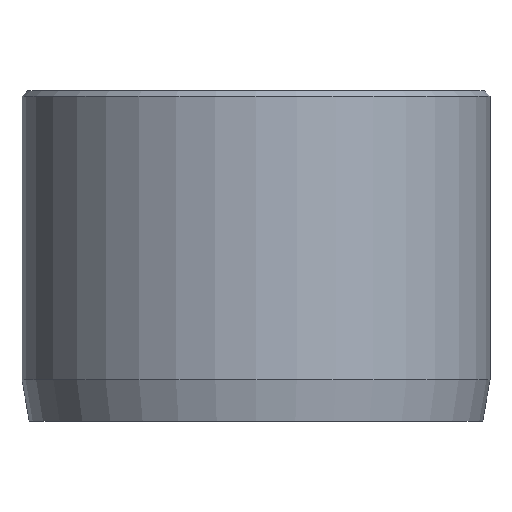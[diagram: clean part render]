
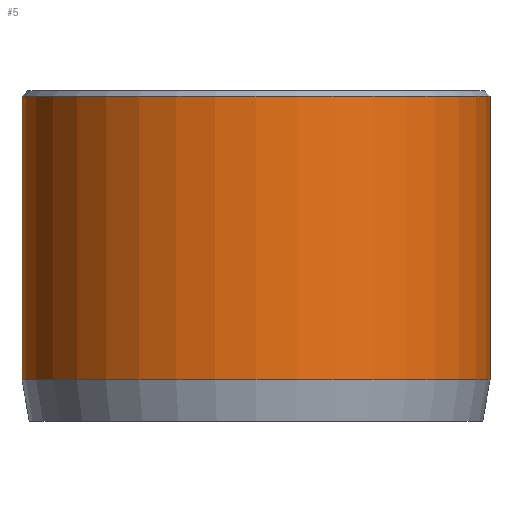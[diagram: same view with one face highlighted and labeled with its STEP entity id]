
A CAD part, front view. The second image highlights one B-rep face of the part: STEP entity #5.
In plain terms, the highlighted cylindrical face has radius 8.5 mm (diameter 17 mm), a partial arc.
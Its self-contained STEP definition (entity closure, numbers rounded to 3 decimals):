
#5 = ADVANCED_FACE ( 'NONE', ( #348 ), #316, .T. ) ;
#35 = DIRECTION ( 'NONE',  ( 0., 0., 1. ) ) ;
#54 = DIRECTION ( 'NONE',  ( 1., 0., 0. ) ) ;
#83 = CARTESIAN_POINT ( 'NONE',  ( -8.5, 0., 1.5 ) ) ;
#134 = CARTESIAN_POINT ( 'NONE',  ( 0., 0., 1.5 ) ) ;
#190 = VERTEX_POINT ( 'NONE', #83 ) ;
#192 = ORIENTED_EDGE ( 'NONE', *, *, #857, .T. ) ;
#252 = CARTESIAN_POINT ( 'NONE',  ( -8.5, 0., 11.8 ) ) ;
#284 = VERTEX_POINT ( 'NONE', #1082 ) ;
#316 = CYLINDRICAL_SURFACE ( 'NONE', #752, 8.5 ) ;
#336 = VERTEX_POINT ( 'NONE', #252 ) ;
#348 = FACE_OUTER_BOUND ( 'NONE', #466, .T. ) ;
#460 = DIRECTION ( 'NONE',  ( 0., 0., -1. ) ) ;
#466 = EDGE_LOOP ( 'NONE', ( #1231, #192, #606, #894 ) ) ;
#477 = DIRECTION ( 'NONE',  ( -1., 0., 0. ) ) ;
#491 = DIRECTION ( 'NONE',  ( 0., 0., -1. ) ) ;
#533 = EDGE_CURVE ( 'NONE', #190, #284, #1118, .T. ) ;
#544 = CARTESIAN_POINT ( 'NONE',  ( 0., 0., 12. ) ) ;
#575 = EDGE_CURVE ( 'NONE', #1130, #284, #923, .T. ) ;
#593 = LINE ( 'NONE', #838, #1069 ) ;
#602 = VECTOR ( 'NONE', #985, 1000. ) ;
#606 = ORIENTED_EDGE ( 'NONE', *, *, #925, .T. ) ;
#632 = AXIS2_PLACEMENT_3D ( 'NONE', #1027, #491, #1122 ) ;
#752 = AXIS2_PLACEMENT_3D ( 'NONE', #544, #460, #477 ) ;
#838 = CARTESIAN_POINT ( 'NONE',  ( -8.5, 0., 12. ) ) ;
#840 = DIRECTION ( 'NONE',  ( 0., 0., -1. ) ) ;
#857 = EDGE_CURVE ( 'NONE', #1130, #336, #876, .T. ) ;
#876 = CIRCLE ( 'NONE', #632, 8.5 ) ;
#891 = CARTESIAN_POINT ( 'NONE',  ( 8.5, 0., 11.8 ) ) ;
#894 = ORIENTED_EDGE ( 'NONE', *, *, #533, .T. ) ;
#923 = LINE ( 'NONE', #981, #602 ) ;
#925 = EDGE_CURVE ( 'NONE', #336, #190, #593, .T. ) ;
#981 = CARTESIAN_POINT ( 'NONE',  ( 8.5, 0., 12. ) ) ;
#985 = DIRECTION ( 'NONE',  ( 0., 0., -1. ) ) ;
#1027 = CARTESIAN_POINT ( 'NONE',  ( 0., 0., 11.8 ) ) ;
#1069 = VECTOR ( 'NONE', #840, 1000. ) ;
#1082 = CARTESIAN_POINT ( 'NONE',  ( 8.5, 0., 1.5 ) ) ;
#1091 = AXIS2_PLACEMENT_3D ( 'NONE', #134, #35, #54 ) ;
#1118 = CIRCLE ( 'NONE', #1091, 8.5 ) ;
#1122 = DIRECTION ( 'NONE',  ( 1., 0., 0. ) ) ;
#1130 = VERTEX_POINT ( 'NONE', #891 ) ;
#1231 = ORIENTED_EDGE ( 'NONE', *, *, #575, .F. ) ;
